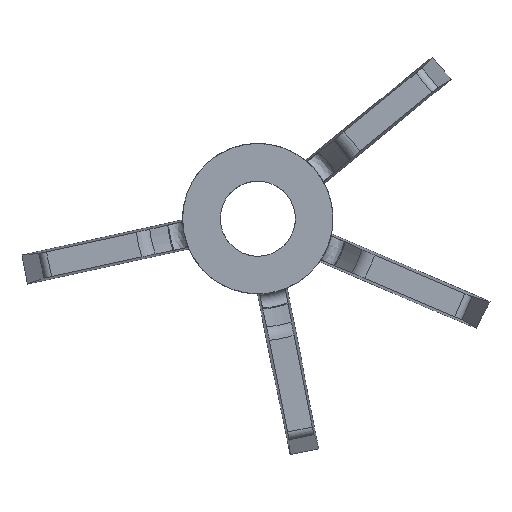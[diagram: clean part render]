
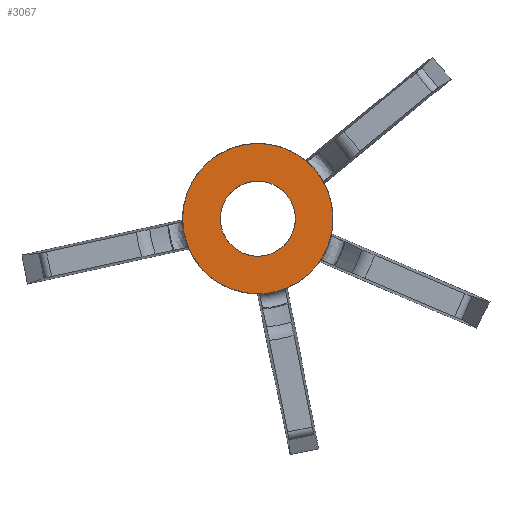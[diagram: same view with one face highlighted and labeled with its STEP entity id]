
A CAD part, front view. The second image highlights one B-rep face of the part: STEP entity #3067.
In plain terms, the highlighted planar face has unit normal (0, -1, 0).
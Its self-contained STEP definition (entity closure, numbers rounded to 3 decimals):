
#3067 = ADVANCED_FACE('',(#3068,#3117),#3083,.F.);
#3068 = FACE_BOUND('',#3069,.T.);
#3069 = EDGE_LOOP('',(#3070,#3098));
#3070 = ORIENTED_EDGE('',*,*,#3071,.T.);
#3071 = EDGE_CURVE('',#3072,#3074,#3076,.T.);
#3072 = VERTEX_POINT('',#3073);
#3073 = CARTESIAN_POINT('',(1272.247,-751.933,
    1267.142));
#3074 = VERTEX_POINT('',#3075);
#3075 = CARTESIAN_POINT('',(1271.322,-751.933,
    1266.961));
#3076 = SURFACE_CURVE('',#3077,(#3082),.PCURVE_S1.);
#3077 = CIRCLE('',#3078,2.385);
#3078 = AXIS2_PLACEMENT_3D('',#3079,#3080,#3081);
#3079 = CARTESIAN_POINT('',(1271.335,-751.933,
    1269.346));
#3080 = DIRECTION('',(0.,-1.,0.));
#3081 = DIRECTION('',(0.383,0.,-0.924
    ));
#3082 = PCURVE('',#3083,#3088);
#3083 = PLANE('',#3084);
#3084 = AXIS2_PLACEMENT_3D('',#3085,#3086,#3087);
#3085 = CARTESIAN_POINT('',(1311.894,-751.933,
    1188.972));
#3086 = DIRECTION('',(0.,1.,0.));
#3087 = DIRECTION('',(-0.916,0.,0.402)
  );
#3088 = DEFINITIONAL_REPRESENTATION('',(#3089),#3097);
#3089 = ( BOUNDED_CURVE() B_SPLINE_CURVE(2,(#3090,#3091,#3092,#3093,
#3094,#3095,#3096),.UNSPECIFIED.,.T.,.F.) B_SPLINE_CURVE_WITH_KNOTS((1,2
    ,2,2,2,1),(-2.094,0.,2.094,4.189,
6.283,8.378),.UNSPECIFIED.) CURVE() 
GEOMETRIC_REPRESENTATION_ITEM() RATIONAL_B_SPLINE_CURVE((1.,0.5,1.,0.5,
1.,0.5,1.)) REPRESENTATION_ITEM('') );
#3090 = CARTESIAN_POINT('',(67.723,55.641));
#3091 = CARTESIAN_POINT('',(64.864,58.623));
#3092 = CARTESIAN_POINT('',(68.876,59.608));
#3093 = CARTESIAN_POINT('',(72.888,60.594));
#3094 = CARTESIAN_POINT('',(71.735,56.627));
#3095 = CARTESIAN_POINT('',(70.583,52.66));
#3096 = CARTESIAN_POINT('',(67.723,55.641));
#3097 = ( GEOMETRIC_REPRESENTATION_CONTEXT(2) 
PARAMETRIC_REPRESENTATION_CONTEXT() REPRESENTATION_CONTEXT('2D SPACE',''
  ) );
#3098 = ORIENTED_EDGE('',*,*,#3099,.T.);
#3099 = EDGE_CURVE('',#3074,#3072,#3100,.T.);
#3100 = SURFACE_CURVE('',#3101,(#3106),.PCURVE_S1.);
#3101 = CIRCLE('',#3102,2.385);
#3102 = AXIS2_PLACEMENT_3D('',#3103,#3104,#3105);
#3103 = CARTESIAN_POINT('',(1271.335,-751.933,
    1269.346));
#3104 = DIRECTION('',(0.,-1.,0.));
#3105 = DIRECTION('',(0.383,0.,-0.924
    ));
#3106 = PCURVE('',#3083,#3107);
#3107 = DEFINITIONAL_REPRESENTATION('',(#3108),#3116);
#3108 = ( BOUNDED_CURVE() B_SPLINE_CURVE(2,(#3109,#3110,#3111,#3112,
#3113,#3114,#3115),.UNSPECIFIED.,.T.,.F.) B_SPLINE_CURVE_WITH_KNOTS((1,2
    ,2,2,2,1),(-2.094,0.,2.094,4.189,
6.283,8.378),.UNSPECIFIED.) CURVE() 
GEOMETRIC_REPRESENTATION_ITEM() RATIONAL_B_SPLINE_CURVE((1.,0.5,1.,0.5,
1.,0.5,1.)) REPRESENTATION_ITEM('') );
#3109 = CARTESIAN_POINT('',(67.723,55.641));
#3110 = CARTESIAN_POINT('',(64.864,58.623));
#3111 = CARTESIAN_POINT('',(68.876,59.608));
#3112 = CARTESIAN_POINT('',(72.888,60.594));
#3113 = CARTESIAN_POINT('',(71.735,56.627));
#3114 = CARTESIAN_POINT('',(70.583,52.66));
#3115 = CARTESIAN_POINT('',(67.723,55.641));
#3116 = ( GEOMETRIC_REPRESENTATION_CONTEXT(2) 
PARAMETRIC_REPRESENTATION_CONTEXT() REPRESENTATION_CONTEXT('2D SPACE',''
  ) );
#3117 = FACE_BOUND('',#3118,.T.);
#3118 = EDGE_LOOP('',(#3119,#3142));
#3119 = ORIENTED_EDGE('',*,*,#3120,.F.);
#3120 = EDGE_CURVE('',#3121,#3123,#3125,.T.);
#3121 = VERTEX_POINT('',#3122);
#3122 = CARTESIAN_POINT('',(1271.79,-751.933,
    1268.246));
#3123 = VERTEX_POINT('',#3124);
#3124 = CARTESIAN_POINT('',(1270.856,-751.933,
    1268.256));
#3125 = SURFACE_CURVE('',#3126,(#3131),.PCURVE_S1.);
#3126 = CIRCLE('',#3127,1.19);
#3127 = AXIS2_PLACEMENT_3D('',#3128,#3129,#3130);
#3128 = CARTESIAN_POINT('',(1271.335,-751.933,
    1269.346));
#3129 = DIRECTION('',(0.,-1.,0.));
#3130 = DIRECTION('',(0.383,0.,-0.924
    ));
#3131 = PCURVE('',#3083,#3132);
#3132 = DEFINITIONAL_REPRESENTATION('',(#3133),#3141);
#3133 = ( BOUNDED_CURVE() B_SPLINE_CURVE(2,(#3134,#3135,#3136,#3137,
#3138,#3139,#3140),.UNSPECIFIED.,.T.,.F.) B_SPLINE_CURVE_WITH_KNOTS((1,2
    ,2,2,2,1),(-2.094,0.,2.094,4.189,
6.283,8.378),.UNSPECIFIED.) CURVE() 
GEOMETRIC_REPRESENTATION_ITEM() RATIONAL_B_SPLINE_CURVE((1.,0.5,1.,0.5,
1.,0.5,1.)) REPRESENTATION_ITEM('') );
#3134 = CARTESIAN_POINT('',(68.586,56.469));
#3135 = CARTESIAN_POINT('',(67.159,57.956));
#3136 = CARTESIAN_POINT('',(69.161,58.448));
#3137 = CARTESIAN_POINT('',(71.163,58.94));
#3138 = CARTESIAN_POINT('',(70.588,56.96));
#3139 = CARTESIAN_POINT('',(70.013,54.981));
#3140 = CARTESIAN_POINT('',(68.586,56.469));
#3141 = ( GEOMETRIC_REPRESENTATION_CONTEXT(2) 
PARAMETRIC_REPRESENTATION_CONTEXT() REPRESENTATION_CONTEXT('2D SPACE',''
  ) );
#3142 = ORIENTED_EDGE('',*,*,#3143,.F.);
#3143 = EDGE_CURVE('',#3123,#3121,#3144,.T.);
#3144 = SURFACE_CURVE('',#3145,(#3150),.PCURVE_S1.);
#3145 = CIRCLE('',#3146,1.19);
#3146 = AXIS2_PLACEMENT_3D('',#3147,#3148,#3149);
#3147 = CARTESIAN_POINT('',(1271.335,-751.933,
    1269.346));
#3148 = DIRECTION('',(0.,-1.,0.));
#3149 = DIRECTION('',(0.383,0.,-0.924
    ));
#3150 = PCURVE('',#3083,#3151);
#3151 = DEFINITIONAL_REPRESENTATION('',(#3152),#3160);
#3152 = ( BOUNDED_CURVE() B_SPLINE_CURVE(2,(#3153,#3154,#3155,#3156,
#3157,#3158,#3159),.UNSPECIFIED.,.T.,.F.) B_SPLINE_CURVE_WITH_KNOTS((1,2
    ,2,2,2,1),(-2.094,0.,2.094,4.189,
6.283,8.378),.UNSPECIFIED.) CURVE() 
GEOMETRIC_REPRESENTATION_ITEM() RATIONAL_B_SPLINE_CURVE((1.,0.5,1.,0.5,
1.,0.5,1.)) REPRESENTATION_ITEM('') );
#3153 = CARTESIAN_POINT('',(68.586,56.469));
#3154 = CARTESIAN_POINT('',(67.159,57.956));
#3155 = CARTESIAN_POINT('',(69.161,58.448));
#3156 = CARTESIAN_POINT('',(71.163,58.94));
#3157 = CARTESIAN_POINT('',(70.588,56.96));
#3158 = CARTESIAN_POINT('',(70.013,54.981));
#3159 = CARTESIAN_POINT('',(68.586,56.469));
#3160 = ( GEOMETRIC_REPRESENTATION_CONTEXT(2) 
PARAMETRIC_REPRESENTATION_CONTEXT() REPRESENTATION_CONTEXT('2D SPACE',''
  ) );
